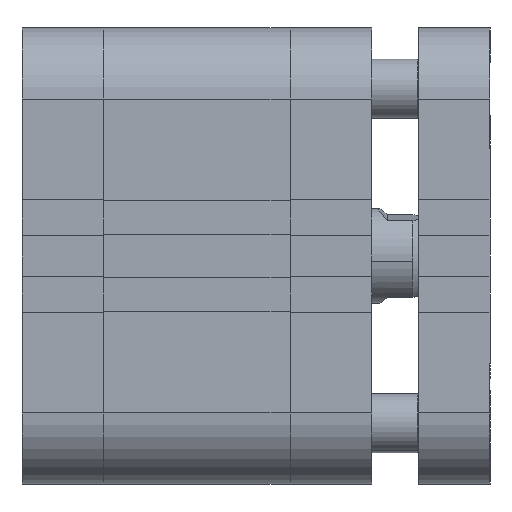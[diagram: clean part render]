
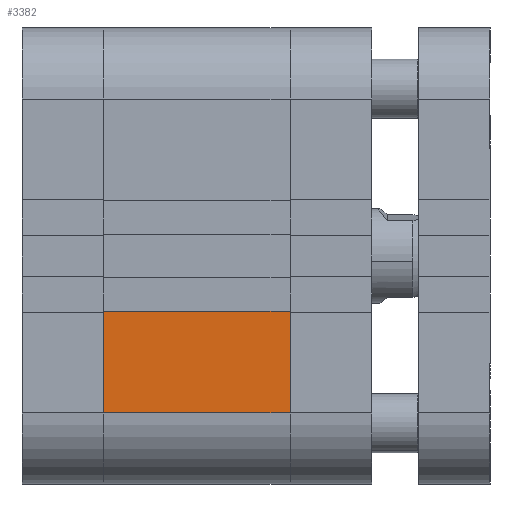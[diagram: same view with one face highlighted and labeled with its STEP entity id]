
A CAD part, front view. The second image highlights one B-rep face of the part: STEP entity #3382.
In plain terms, the highlighted planar face has unit normal (0, -1, 0).
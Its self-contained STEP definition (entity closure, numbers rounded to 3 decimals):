
#623 = VECTOR ( 'NONE', #27632, 1000. ) ;
#994 = PLANE ( 'NONE',  #19189 ) ;
#3382 = ADVANCED_FACE ( 'NONE', ( #10046 ), #994, .F. ) ;
#7691 = EDGE_CURVE ( 'NONE', #13524, #32209, #28036, .T. ) ;
#8567 = ORIENTED_EDGE ( 'NONE', *, *, #24684, .T. ) ;
#10046 = FACE_OUTER_BOUND ( 'NONE', #30681, .T. ) ;
#10986 = DIRECTION ( 'NONE',  ( -1., 0., 0. ) ) ;
#11031 = ORIENTED_EDGE ( 'NONE', *, *, #19755, .F. ) ;
#12045 = CARTESIAN_POINT ( 'NONE',  ( 0., -38.5, -26.5 ) ) ;
#13107 = CARTESIAN_POINT ( 'NONE',  ( 31.5, -38.5, -38.5 ) ) ;
#13524 = VERTEX_POINT ( 'NONE', #27863 ) ;
#15922 = LINE ( 'NONE', #13107, #18972 ) ;
#16446 = ORIENTED_EDGE ( 'NONE', *, *, #7691, .T. ) ;
#17253 = CARTESIAN_POINT ( 'NONE',  ( 31.5, -38.5, -9.3 ) ) ;
#18972 = VECTOR ( 'NONE', #22165, 1000. ) ;
#19063 = DIRECTION ( 'NONE',  ( 1., 0., 0. ) ) ;
#19189 = AXIS2_PLACEMENT_3D ( 'NONE', #25520, #35016, #22332 ) ;
#19755 = EDGE_CURVE ( 'NONE', #38733, #21402, #15922, .T. ) ;
#21402 = VERTEX_POINT ( 'NONE', #24940 ) ;
#22067 = CARTESIAN_POINT ( 'NONE',  ( 31.5, -38.5, -26.5 ) ) ;
#22165 = DIRECTION ( 'NONE',  ( 0., 0., -1. ) ) ;
#22332 = DIRECTION ( 'NONE',  ( 0., 0., 1. ) ) ;
#23045 = CARTESIAN_POINT ( 'NONE',  ( 31.501, -38.5, -9.3 ) ) ;
#23436 = EDGE_CURVE ( 'NONE', #32209, #21402, #37152, .T. ) ;
#24684 = EDGE_CURVE ( 'NONE', #38733, #13524, #29088, .T. ) ;
#24805 = CARTESIAN_POINT ( 'NONE',  ( 0., -38.5, -38.5 ) ) ;
#24940 = CARTESIAN_POINT ( 'NONE',  ( 31.5, -38.5, -26.5 ) ) ;
#25520 = CARTESIAN_POINT ( 'NONE',  ( 31.5, -38.5, -38.5 ) ) ;
#27632 = DIRECTION ( 'NONE',  ( 0., 0., -1. ) ) ;
#27863 = CARTESIAN_POINT ( 'NONE',  ( 0., -38.5, -9.3 ) ) ;
#28036 = LINE ( 'NONE', #24805, #623 ) ;
#29088 = LINE ( 'NONE', #23045, #35906 ) ;
#30681 = EDGE_LOOP ( 'NONE', ( #8567, #16446, #35755, #11031 ) ) ;
#32209 = VERTEX_POINT ( 'NONE', #12045 ) ;
#35016 = DIRECTION ( 'NONE',  ( 0., 1., 0. ) ) ;
#35755 = ORIENTED_EDGE ( 'NONE', *, *, #23436, .T. ) ;
#35906 = VECTOR ( 'NONE', #10986, 1000. ) ;
#37152 = LINE ( 'NONE', #22067, #37734 ) ;
#37734 = VECTOR ( 'NONE', #19063, 1000. ) ;
#38733 = VERTEX_POINT ( 'NONE', #17253 ) ;
